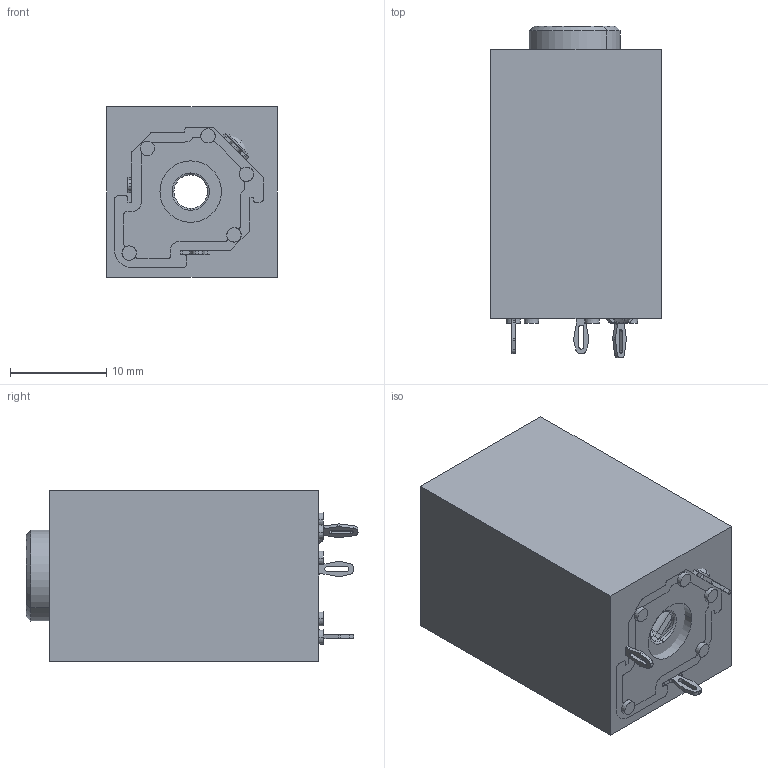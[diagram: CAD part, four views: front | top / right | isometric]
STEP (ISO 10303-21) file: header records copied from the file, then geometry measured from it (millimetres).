
FILE_DESCRIPTION((''),'2;1');
FILE_NAME('RJ3VI_ASM','2021-03-19T',('yuj'),(''),'PRO/ENGINEER BY PARAMETRIC TECHNOLOGY CORPORATION, 2013040','PRO/ENGINEER BY PARAMETRIC TECHNOLOGY CORPORATION, 2013040','');
FILE_SCHEMA(('CONFIG_CONTROL_DESIGN'));
Length unit declared in the file: millimetre
Products named in the file (1): RJ3VI_ASM
Bounding box: 17.74 x 34.55 x 17.74 mm (x, y, z)
Volume: 7800.3 mm3; surface area: 6066.6 mm2
Topology: 1 solids, 8 shells, 1005 faces, 2469 edges, 1469 vertices
Faces by surface type: cylinder 379, plane 338, sphere 99, bspline 86, cone 53, torus 50
Entity records: 33777 total; most frequent: CARTESIAN_POINT 11192, ORIENTED_EDGE 4917, DIRECTION 4403, EDGE_CURVE 2465, AXIS2_PLACEMENT_3D 1606, VERTEX_POINT 1469, VECTOR 1191, LINE 1191
